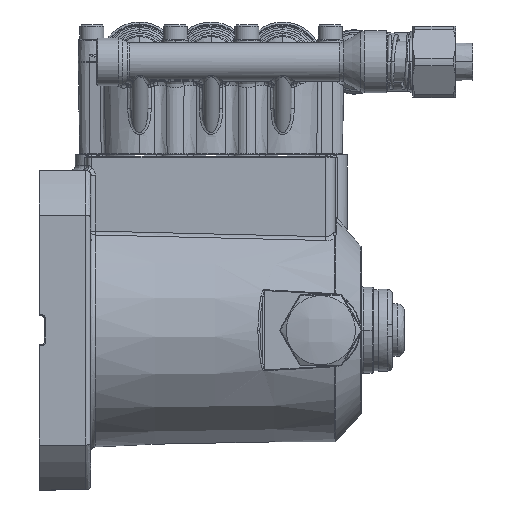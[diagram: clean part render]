
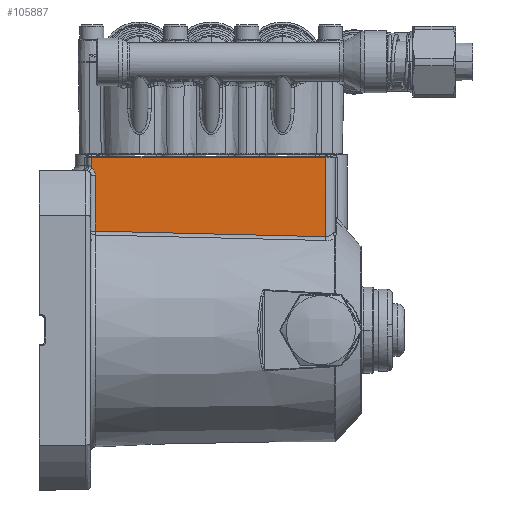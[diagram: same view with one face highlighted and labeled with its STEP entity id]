
A CAD part, front view. The second image highlights one B-rep face of the part: STEP entity #105887.
In plain terms, the highlighted planar face has unit normal (0, -1, 0).
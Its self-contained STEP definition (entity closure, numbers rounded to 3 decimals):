
#3123 = ORIENTED_EDGE ( 'NONE', *, *, #105455, .T. ) ;
#4111 = CARTESIAN_POINT ( 'NONE',  ( 0.866, -1.083, 2.681 ) ) ;
#6163 = CARTESIAN_POINT ( 'NONE',  ( 0.787, -1.083, -19685.039 ) ) ;
#9507 = EDGE_LOOP ( 'NONE', ( #3123, #67465, #16185, #88800, #73979, #67011 ) ) ;
#14705 = VERTEX_POINT ( 'NONE', #109020 ) ;
#15319 = CARTESIAN_POINT ( 'NONE',  ( 2.228, -1.083, 1.605 ) ) ;
#16185 = ORIENTED_EDGE ( 'NONE', *, *, #107682, .T. ) ;
#19498 = CARTESIAN_POINT ( 'NONE',  ( 0.915, -1.083, 2.614 ) ) ;
#25829 = CARTESIAN_POINT ( 'NONE',  ( 0.924, -1.083, 2.577 ) ) ;
#29122 = VERTEX_POINT ( 'NONE', #42524 ) ;
#30710 = CARTESIAN_POINT ( 'NONE',  ( 0.875, -1.083, 2.674 ) ) ;
#34935 = CARTESIAN_POINT ( 'NONE',  ( 0.866, -1.083, -19685.039 ) ) ;
#36400 = CARTESIAN_POINT ( 'NONE',  ( 0.922, -1.083, 2.591 ) ) ;
#42338 = CARTESIAN_POINT ( 'NONE',  ( 0.866, -1.083, 2.681 ) ) ;
#42524 = CARTESIAN_POINT ( 'NONE',  ( 0.925, -1.083, 2.559 ) ) ;
#42954 = VECTOR ( 'NONE', #121614, 39.37 ) ;
#44037 = CARTESIAN_POINT ( 'NONE',  ( 4.724, -1.083, -19685.039 ) ) ;
#44741 = EDGE_CURVE ( 'NONE', #29122, #47564, #80048, .T. ) ;
#45635 = CARTESIAN_POINT ( 'NONE',  ( 0.923, -1.083, 2.582 ) ) ;
#46397 = DIRECTION ( 'NONE',  ( 0., -1., 0. ) ) ;
#47564 = VERTEX_POINT ( 'NONE', #108342 ) ;
#52576 = DIRECTION ( 'NONE',  ( 0., 0., 1. ) ) ;
#53115 = VECTOR ( 'NONE', #125853, 39.37 ) ;
#55492 = CARTESIAN_POINT ( 'NONE',  ( 0.925, -1.083, 2.566 ) ) ;
#56149 = CARTESIAN_POINT ( 'NONE',  ( 0.924, -1.083, 2.572 ) ) ;
#56270 = FACE_OUTER_BOUND ( 'NONE', #9507, .T. ) ;
#56410 = EDGE_CURVE ( 'NONE', #93669, #29122, #57293, .T. ) ;
#57293 = B_SPLINE_CURVE_WITH_KNOTS ( 'NONE', 3,
 ( #4111, #30710, #111193, #100640, #110544, #119783, #19498, #59725, #99986, #104999, #36400, #116206, #45635, #75949, #105654, #25829, #95773, #85235, #56149, #55492, #97057 ),
 .UNSPECIFIED., .F., .F.,
 ( 4, 2, 2, 1, 2, 2, 1, 1, 1, 1, 2, 2, 4 ),
 ( 0., 0.25, 0.5, 0.625, 0.687, 0.75, 0.812, 0.844, 0.859, 0.867, 0.871, 0.875, 1. ),
 .UNSPECIFIED. ) ;
#57749 = EDGE_CURVE ( 'NONE', #64796, #73785, #106687, .T. ) ;
#59725 = CARTESIAN_POINT ( 'NONE',  ( 0.918, -1.083, 2.605 ) ) ;
#64796 = VERTEX_POINT ( 'NONE', #88270 ) ;
#67011 = ORIENTED_EDGE ( 'NONE', *, *, #120841, .T. ) ;
#67465 = ORIENTED_EDGE ( 'NONE', *, *, #57749, .T. ) ;
#73785 = VERTEX_POINT ( 'NONE', #81872 ) ;
#73979 = ORIENTED_EDGE ( 'NONE', *, *, #44741, .T. ) ;
#75949 = CARTESIAN_POINT ( 'NONE',  ( 0.924, -1.083, 2.579 ) ) ;
#80048 = LINE ( 'NONE', #120304, #42954 ) ;
#81872 = CARTESIAN_POINT ( 'NONE',  ( 0.866, -1.083, 2.854 ) ) ;
#83771 = DIRECTION ( 'NONE',  ( 0., 0., -1. ) ) ;
#84206 = VECTOR ( 'NONE', #83771, 39.37 ) ;
#84304 = AXIS2_PLACEMENT_3D ( 'NONE', #6163, #46397, #86651 ) ;
#85235 = CARTESIAN_POINT ( 'NONE',  ( 0.924, -1.083, 2.577 ) ) ;
#86651 = DIRECTION ( 'NONE',  ( 1., 0., 0. ) ) ;
#88270 = CARTESIAN_POINT ( 'NONE',  ( 4.724, -1.083, 2.854 ) ) ;
#88800 = ORIENTED_EDGE ( 'NONE', *, *, #56410, .T. ) ;
#93669 = VERTEX_POINT ( 'NONE', #42338 ) ;
#94551 = CARTESIAN_POINT ( 'NONE',  ( 3.495, -1.083, 1.574 ) ) ;
#95773 = CARTESIAN_POINT ( 'NONE',  ( 0.924, -1.083, 2.577 ) ) ;
#96548 = PLANE ( 'NONE',  #84304 ) ;
#96796 = CARTESIAN_POINT ( 'NONE',  ( 0.787, -1.083, 2.854 ) ) ;
#97057 = CARTESIAN_POINT ( 'NONE',  ( 0.925, -1.083, 2.559 ) ) ;
#99986 = CARTESIAN_POINT ( 'NONE',  ( 0.919, -1.083, 2.6 ) ) ;
#100640 = CARTESIAN_POINT ( 'NONE',  ( 0.898, -1.083, 2.648 ) ) ;
#103136 = VECTOR ( 'NONE', #52576, 39.37 ) ;
#104422 = CARTESIAN_POINT ( 'NONE',  ( 0.925, -1.083, 1.636 ) ) ;
#104999 = CARTESIAN_POINT ( 'NONE',  ( 0.92, -1.083, 2.597 ) ) ;
#105455 = EDGE_CURVE ( 'NONE', #14705, #64796, #113954, .T. ) ;
#105654 = CARTESIAN_POINT ( 'NONE',  ( 0.924, -1.083, 2.578 ) ) ;
#105887 = ADVANCED_FACE ( 'NONE', ( #56270 ), #96548, .T. ) ;
#106687 = LINE ( 'NONE', #96796, #53115 ) ;
#106886 = B_SPLINE_CURVE_WITH_KNOTS ( 'NONE', 3,
 ( #104422, #15319, #94551, #123590 ),
 .UNSPECIFIED., .F., .F.,
 ( 4, 4 ),
 ( 0., 1. ),
 .UNSPECIFIED. ) ;
#107682 = EDGE_CURVE ( 'NONE', #73785, #93669, #114739, .T. ) ;
#108342 = CARTESIAN_POINT ( 'NONE',  ( 0.925, -1.083, 1.636 ) ) ;
#109020 = CARTESIAN_POINT ( 'NONE',  ( 4.724, -1.083, 1.544 ) ) ;
#110544 = CARTESIAN_POINT ( 'NONE',  ( 0.904, -1.083, 2.638 ) ) ;
#111193 = CARTESIAN_POINT ( 'NONE',  ( 0.883, -1.083, 2.666 ) ) ;
#113954 = LINE ( 'NONE', #44037, #103136 ) ;
#114739 = LINE ( 'NONE', #34935, #84206 ) ;
#116206 = CARTESIAN_POINT ( 'NONE',  ( 0.922, -1.083, 2.587 ) ) ;
#119783 = CARTESIAN_POINT ( 'NONE',  ( 0.912, -1.083, 2.622 ) ) ;
#120304 = CARTESIAN_POINT ( 'NONE',  ( 0.925, -1.083, -19685.039 ) ) ;
#120841 = EDGE_CURVE ( 'NONE', #47564, #14705, #106886, .T. ) ;
#121614 = DIRECTION ( 'NONE',  ( 0., 0., -1. ) ) ;
#123590 = CARTESIAN_POINT ( 'NONE',  ( 4.724, -1.083, 1.544 ) ) ;
#125853 = DIRECTION ( 'NONE',  ( -1., 0., 0. ) ) ;
